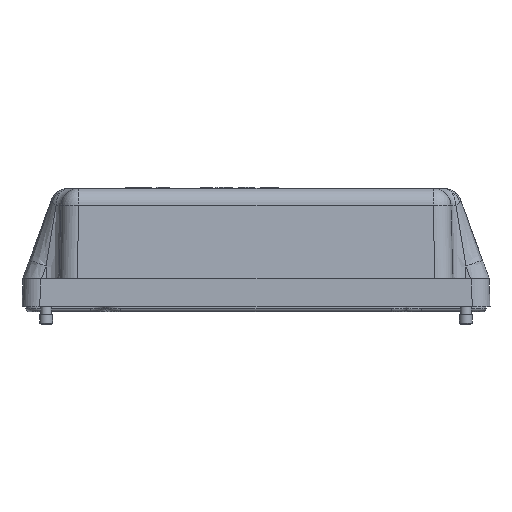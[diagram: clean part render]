
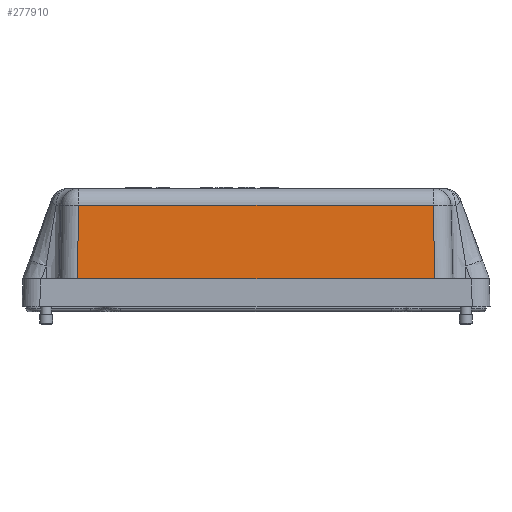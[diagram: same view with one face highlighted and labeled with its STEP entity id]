
A CAD part, left-side view. The second image highlights one B-rep face of the part: STEP entity #277910.
In plain terms, the highlighted planar face has unit normal (-0.999, 0, 0.052).
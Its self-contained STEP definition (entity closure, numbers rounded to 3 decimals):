
#258490=CARTESIAN_POINT('',(332.801,357.62,
19.866));
#258500=VERTEX_POINT('',#258490);
#258530=CARTESIAN_POINT('',(330.731,358.655,
-19.634));
#258540=DIRECTION('',(-0.052,0.026,
-0.998));
#258550=VECTOR('',#258540,1.);
#258560=LINE('',#258530,#258550);
#258570=CARTESIAN_POINT('',(331.288,358.376,
-9.));
#258580=VERTEX_POINT('',#258570);
#258590=EDGE_CURVE('',#258500,#258580,#258560,.T.);
#262260=CARTESIAN_POINT('',(332.801,218.38,
19.866));
#262270=VERTEX_POINT('',#262260);
#264100=CARTESIAN_POINT('',(331.288,199.953,-9.
));
#264110=DIRECTION('',(0.,1.,0.));
#264120=VECTOR('',#264110,1.);
#264130=LINE('',#264100,#264120);
#264140=CARTESIAN_POINT('',(331.288,217.624,
-9.));
#264150=VERTEX_POINT('',#264140);
#264160=EDGE_CURVE('',#264150,#258580,#264130,.T.);
#277700=CARTESIAN_POINT('',(333.457,398.5,
32.379));
#277710=DIRECTION('',(0.999,0.,-0.052));
#277720=DIRECTION('',(-0.052,0.,-0.999));
#277730=AXIS2_PLACEMENT_3D('',#277700,#277710,#277720);
#277740=PLANE('',#277730);
#277750=CARTESIAN_POINT('',(330.731,217.345,
-19.634));
#277760=DIRECTION('',(0.052,0.026,
0.998));
#277770=VECTOR('',#277760,1.);
#277780=LINE('',#277750,#277770);
#277790=EDGE_CURVE('',#264150,#262270,#277780,.T.);
#277800=ORIENTED_EDGE('',*,*,#277790,.T.);
#277810=ORIENTED_EDGE('',*,*,#264160,.F.);
#277820=ORIENTED_EDGE('',*,*,#258590,.T.);
#277830=CARTESIAN_POINT('',(332.801,377.047,
19.866));
#277840=DIRECTION('',(0.,1.,0.));
#277850=VECTOR('',#277840,1.);
#277860=LINE('',#277830,#277850);
#277870=EDGE_CURVE('',#262270,#258500,#277860,.T.);
#277880=ORIENTED_EDGE('',*,*,#277870,.T.);
#277890=EDGE_LOOP('',(#277880,#277820,#277810,#277800));
#277900=FACE_OUTER_BOUND('',#277890,.T.);
#277910=ADVANCED_FACE('',(#277900),#277740,.F.);
